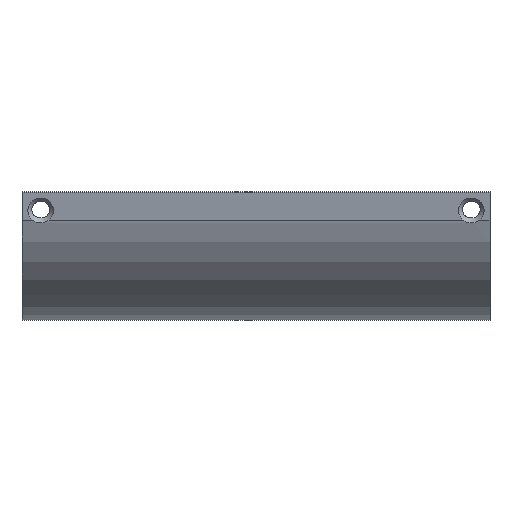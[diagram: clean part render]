
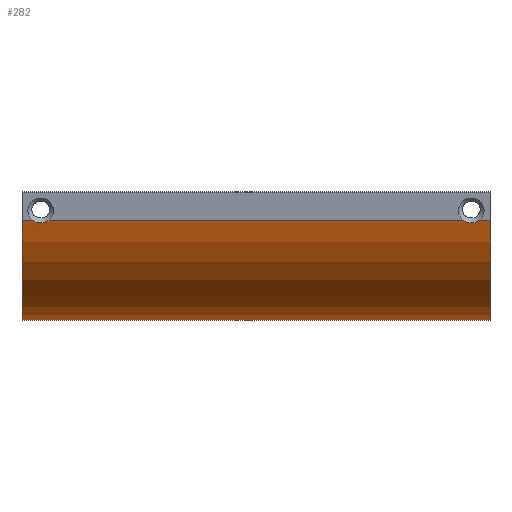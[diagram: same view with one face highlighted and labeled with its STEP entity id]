
A CAD part, left-side view. The second image highlights one B-rep face of the part: STEP entity #282.
In plain terms, the highlighted cylindrical face has radius 30 mm (diameter 60 mm), a partial arc.
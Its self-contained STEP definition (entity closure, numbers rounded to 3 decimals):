
#19=CYLINDRICAL_SURFACE('',#323,30.);
#32=FACE_OUTER_BOUND('',#44,.T.);
#44=EDGE_LOOP('',(#221,#222,#223,#224,#225,#226,#227,#228,#229,#230,#231,
#232,#233,#234));
#57=LINE('',#511,#79);
#61=LINE('',#518,#83);
#62=LINE('',#519,#84);
#65=LINE('',#627,#87);
#66=LINE('',#628,#88);
#67=LINE('',#630,#89);
#79=VECTOR('',#348,10.);
#83=VECTOR('',#352,10.);
#84=VECTOR('',#353,10.);
#87=VECTOR('',#372,10.);
#88=VECTOR('',#373,10.);
#89=VECTOR('',#374,10.);
#105=CIRCLE('',#324,30.);
#106=CIRCLE('',#325,30.);
#109=B_SPLINE_CURVE_WITH_KNOTS('',3,(#406,#407,#408,#409,#410,#411),
 .UNSPECIFIED.,.F.,.F.,(4,2,4),(-0.181,-0.103,0.),
 .UNSPECIFIED.);
#110=B_SPLINE_CURVE_WITH_KNOTS('',3,(#414,#415,#416,#417,#418,#419),
 .UNSPECIFIED.,.F.,.F.,(4,2,4),(0.,0.103,0.181),
 .UNSPECIFIED.);
#112=B_SPLINE_CURVE_WITH_KNOTS('',3,(#459,#460,#461,#462,#463,#464),
 .UNSPECIFIED.,.F.,.F.,(4,2,4),(-0.181,-0.103,0.),
 .UNSPECIFIED.);
#113=B_SPLINE_CURVE_WITH_KNOTS('',3,(#467,#468,#469,#470,#471,#472),
 .UNSPECIFIED.,.F.,.F.,(4,2,4),(0.,0.103,0.181),
 .UNSPECIFIED.);
#115=B_SPLINE_CURVE_WITH_KNOTS('',3,(#523,#524,#525,#526,#527,#528,#529,
#530,#531,#532),.UNSPECIFIED.,.F.,.F.,(4,2,2,2,4),(0.672,0.75,
0.853,0.956,1.034),.UNSPECIFIED.);
#117=B_SPLINE_CURVE_WITH_KNOTS('',3,(#575,#576,#577,#578,#579,#580,#581,
#582,#583,#584),.UNSPECIFIED.,.F.,.F.,(4,2,2,2,4),(0.672,0.75,
0.853,0.956,1.034),.UNSPECIFIED.);
#119=VERTEX_POINT('',#404);
#120=VERTEX_POINT('',#405);
#121=VERTEX_POINT('',#412);
#123=VERTEX_POINT('',#457);
#124=VERTEX_POINT('',#458);
#125=VERTEX_POINT('',#465);
#127=VERTEX_POINT('',#510);
#130=VERTEX_POINT('',#516);
#131=VERTEX_POINT('',#521);
#132=VERTEX_POINT('',#522);
#135=VERTEX_POINT('',#573);
#136=VERTEX_POINT('',#574);
#139=VERTEX_POINT('',#625);
#140=VERTEX_POINT('',#629);
#147=EDGE_CURVE('',#119,#120,#109,.T.);
#149=EDGE_CURVE('',#120,#121,#110,.T.);
#152=EDGE_CURVE('',#123,#124,#112,.T.);
#154=EDGE_CURVE('',#124,#125,#113,.T.);
#157=EDGE_CURVE('',#127,#119,#57,.T.);
#161=EDGE_CURVE('',#125,#130,#61,.T.);
#162=EDGE_CURVE('',#121,#123,#62,.T.);
#163=EDGE_CURVE('',#131,#132,#115,.T.);
#168=EDGE_CURVE('',#135,#136,#117,.T.);
#173=EDGE_CURVE('',#139,#130,#105,.T.);
#174=EDGE_CURVE('',#135,#139,#65,.T.);
#175=EDGE_CURVE('',#131,#136,#66,.T.);
#176=EDGE_CURVE('',#140,#132,#67,.T.);
#177=EDGE_CURVE('',#140,#127,#106,.T.);
#221=ORIENTED_EDGE('',*,*,#147,.T.);
#222=ORIENTED_EDGE('',*,*,#149,.T.);
#223=ORIENTED_EDGE('',*,*,#162,.T.);
#224=ORIENTED_EDGE('',*,*,#152,.T.);
#225=ORIENTED_EDGE('',*,*,#154,.T.);
#226=ORIENTED_EDGE('',*,*,#161,.T.);
#227=ORIENTED_EDGE('',*,*,#173,.F.);
#228=ORIENTED_EDGE('',*,*,#174,.F.);
#229=ORIENTED_EDGE('',*,*,#168,.T.);
#230=ORIENTED_EDGE('',*,*,#175,.F.);
#231=ORIENTED_EDGE('',*,*,#163,.T.);
#232=ORIENTED_EDGE('',*,*,#176,.F.);
#233=ORIENTED_EDGE('',*,*,#177,.T.);
#234=ORIENTED_EDGE('',*,*,#157,.T.);
#282=ADVANCED_FACE('',(#32),#19,.T.);
#323=AXIS2_PLACEMENT_3D('',#624,#368,#369);
#324=AXIS2_PLACEMENT_3D('',#626,#370,#371);
#325=AXIS2_PLACEMENT_3D('',#631,#375,#376);
#348=DIRECTION('',(0.,1.,0.));
#352=DIRECTION('',(0.,1.,0.));
#353=DIRECTION('',(0.,1.,0.));
#368=DIRECTION('center_axis',(0.,1.,0.));
#369=DIRECTION('ref_axis',(-1.,0.,0.));
#370=DIRECTION('center_axis',(0.,1.,0.));
#371=DIRECTION('ref_axis',(-1.,0.,0.));
#372=DIRECTION('',(0.,1.,0.));
#373=DIRECTION('',(0.,1.,0.));
#374=DIRECTION('',(0.,1.,0.));
#375=DIRECTION('center_axis',(0.,1.,0.));
#376=DIRECTION('ref_axis',(-1.,0.,0.));
#404=CARTESIAN_POINT('',(-28.738,2.229,-8.609));
#405=CARTESIAN_POINT('',(-28.565,4.,-9.168));
#406=CARTESIAN_POINT('Ctrl Pts',(-28.738,2.229,-8.609));
#407=CARTESIAN_POINT('Ctrl Pts',(-28.692,2.442,-8.762));
#408=CARTESIAN_POINT('Ctrl Pts',(-28.652,2.686,-8.891));
#409=CARTESIAN_POINT('Ctrl Pts',(-28.584,3.288,-9.108));
#410=CARTESIAN_POINT('Ctrl Pts',(-28.565,3.656,-9.168));
#411=CARTESIAN_POINT('Ctrl Pts',(-28.565,4.,-9.168));
#412=CARTESIAN_POINT('',(-28.738,5.771,-8.609));
#414=CARTESIAN_POINT('Ctrl Pts',(-28.565,4.,-9.168));
#415=CARTESIAN_POINT('Ctrl Pts',(-28.565,4.344,-9.168));
#416=CARTESIAN_POINT('Ctrl Pts',(-28.584,4.712,-9.108));
#417=CARTESIAN_POINT('Ctrl Pts',(-28.652,5.314,-8.891));
#418=CARTESIAN_POINT('Ctrl Pts',(-28.692,5.558,-8.762));
#419=CARTESIAN_POINT('Ctrl Pts',(-28.738,5.771,-8.609));
#457=CARTESIAN_POINT('',(-28.738,94.229,-8.609));
#458=CARTESIAN_POINT('',(-28.565,96.,-9.168));
#459=CARTESIAN_POINT('Ctrl Pts',(-28.738,94.229,-8.609));
#460=CARTESIAN_POINT('Ctrl Pts',(-28.692,94.442,-8.762));
#461=CARTESIAN_POINT('Ctrl Pts',(-28.652,94.686,-8.891));
#462=CARTESIAN_POINT('Ctrl Pts',(-28.584,95.288,-9.108));
#463=CARTESIAN_POINT('Ctrl Pts',(-28.565,95.656,-9.168));
#464=CARTESIAN_POINT('Ctrl Pts',(-28.565,96.,-9.168));
#465=CARTESIAN_POINT('',(-28.738,97.771,-8.609));
#467=CARTESIAN_POINT('Ctrl Pts',(-28.565,96.,-9.168));
#468=CARTESIAN_POINT('Ctrl Pts',(-28.565,96.344,-9.168));
#469=CARTESIAN_POINT('Ctrl Pts',(-28.584,96.712,-9.108));
#470=CARTESIAN_POINT('Ctrl Pts',(-28.652,97.314,-8.891));
#471=CARTESIAN_POINT('Ctrl Pts',(-28.692,97.558,-8.762));
#472=CARTESIAN_POINT('Ctrl Pts',(-28.738,97.771,-8.609));
#510=CARTESIAN_POINT('',(-28.738,0.,-8.609));
#511=CARTESIAN_POINT('',(-28.738,0.,-8.609));
#516=CARTESIAN_POINT('',(-28.738,100.,-8.609));
#518=CARTESIAN_POINT('',(-28.738,0.,-8.609));
#519=CARTESIAN_POINT('',(-28.738,0.,-8.609));
#521=CARTESIAN_POINT('',(6.913,5.771,-29.193));
#522=CARTESIAN_POINT('',(6.913,2.229,-29.193));
#523=CARTESIAN_POINT('Ctrl Pts',(6.913,5.771,-29.193));
#524=CARTESIAN_POINT('Ctrl Pts',(6.758,5.558,-29.229));
#525=CARTESIAN_POINT('Ctrl Pts',(6.626,5.314,-29.259));
#526=CARTESIAN_POINT('Ctrl Pts',(6.404,4.712,-29.309));
#527=CARTESIAN_POINT('Ctrl Pts',(6.343,4.344,-29.322));
#528=CARTESIAN_POINT('Ctrl Pts',(6.343,3.656,-29.322));
#529=CARTESIAN_POINT('Ctrl Pts',(6.404,3.288,-29.309));
#530=CARTESIAN_POINT('Ctrl Pts',(6.626,2.686,-29.259));
#531=CARTESIAN_POINT('Ctrl Pts',(6.758,2.442,-29.229));
#532=CARTESIAN_POINT('Ctrl Pts',(6.913,2.229,-29.193));
#573=CARTESIAN_POINT('',(6.913,97.771,-29.193));
#574=CARTESIAN_POINT('',(6.913,94.229,-29.193));
#575=CARTESIAN_POINT('Ctrl Pts',(6.913,97.771,-29.193));
#576=CARTESIAN_POINT('Ctrl Pts',(6.758,97.558,-29.229));
#577=CARTESIAN_POINT('Ctrl Pts',(6.626,97.314,-29.259));
#578=CARTESIAN_POINT('Ctrl Pts',(6.404,96.712,-29.309));
#579=CARTESIAN_POINT('Ctrl Pts',(6.343,96.344,-29.322));
#580=CARTESIAN_POINT('Ctrl Pts',(6.343,95.656,-29.322));
#581=CARTESIAN_POINT('Ctrl Pts',(6.404,95.288,-29.309));
#582=CARTESIAN_POINT('Ctrl Pts',(6.626,94.686,-29.259));
#583=CARTESIAN_POINT('Ctrl Pts',(6.758,94.442,-29.229));
#584=CARTESIAN_POINT('Ctrl Pts',(6.913,94.229,-29.193));
#624=CARTESIAN_POINT('Origin',(0.,0.,0.));
#625=CARTESIAN_POINT('',(6.913,100.,-29.193));
#626=CARTESIAN_POINT('Origin',(0.,100.,0.));
#627=CARTESIAN_POINT('',(6.913,0.,-29.193));
#628=CARTESIAN_POINT('',(6.913,0.,-29.193));
#629=CARTESIAN_POINT('',(6.913,0.,-29.193));
#630=CARTESIAN_POINT('',(6.913,0.,-29.193));
#631=CARTESIAN_POINT('Origin',(0.,0.,0.));
